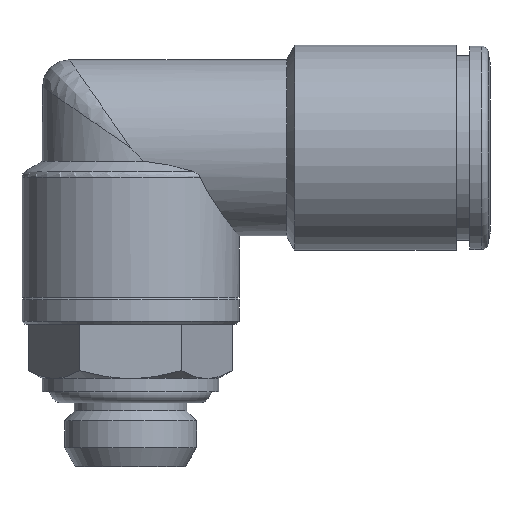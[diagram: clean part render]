
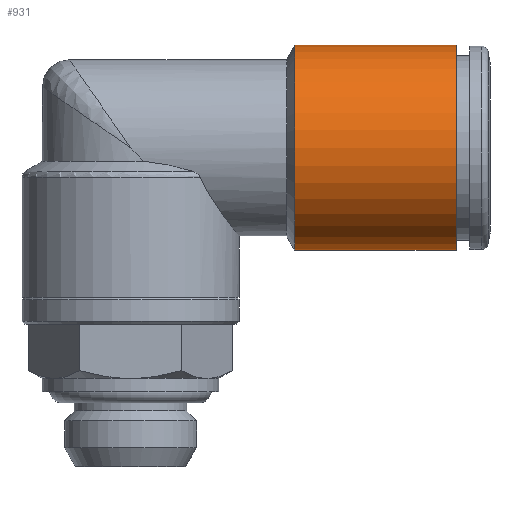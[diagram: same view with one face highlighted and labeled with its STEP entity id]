
A CAD part, front view. The second image highlights one B-rep face of the part: STEP entity #931.
In plain terms, the highlighted cylindrical face has radius 7.55 mm (diameter 15.1 mm), a full revolution.
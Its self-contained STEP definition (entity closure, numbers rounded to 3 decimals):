
#153=FACE_BOUND('',#375,.T.);
#180=CYLINDRICAL_SURFACE('',#1066,7.55);
#255=FACE_OUTER_BOUND('',#374,.T.);
#374=EDGE_LOOP('',(#565));
#375=EDGE_LOOP('',(#566));
#565=ORIENTED_EDGE('',*,*,#698,.F.);
#566=ORIENTED_EDGE('',*,*,#697,.T.);
#697=EDGE_CURVE('',#787,#787,#854,.T.);
#698=EDGE_CURVE('',#788,#788,#855,.T.);
#787=VERTEX_POINT('',#2198);
#788=VERTEX_POINT('',#2201);
#854=CIRCLE('',#1065,7.55);
#855=CIRCLE('',#1067,7.55);
#931=ADVANCED_FACE('',(#255,#153),#180,.T.);
#1065=AXIS2_PLACEMENT_3D('',#2199,#1333,#1334);
#1066=AXIS2_PLACEMENT_3D('',#2200,#1335,#1336);
#1067=AXIS2_PLACEMENT_3D('',#2202,#1337,#1338);
#1333=DIRECTION('center_axis',(1.,0.,0.));
#1334=DIRECTION('ref_axis',(0.,0.,1.));
#1335=DIRECTION('center_axis',(-1.,0.,0.));
#1336=DIRECTION('ref_axis',(0.,0.,1.));
#1337=DIRECTION('center_axis',(1.,0.,0.));
#1338=DIRECTION('ref_axis',(0.,0.,1.));
#2198=CARTESIAN_POINT('',(27.353,17.943,35.719));
#2199=CARTESIAN_POINT('Origin',(27.353,17.943,28.169));
#2200=CARTESIAN_POINT('Origin',(39.247,17.943,28.169));
#2201=CARTESIAN_POINT('',(39.247,17.943,35.719));
#2202=CARTESIAN_POINT('Origin',(39.247,17.943,28.169));
